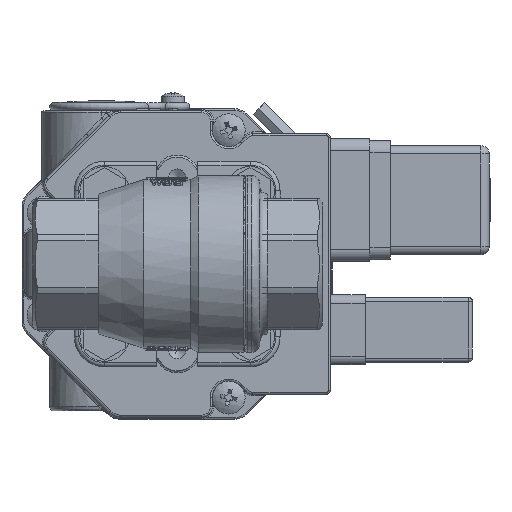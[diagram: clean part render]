
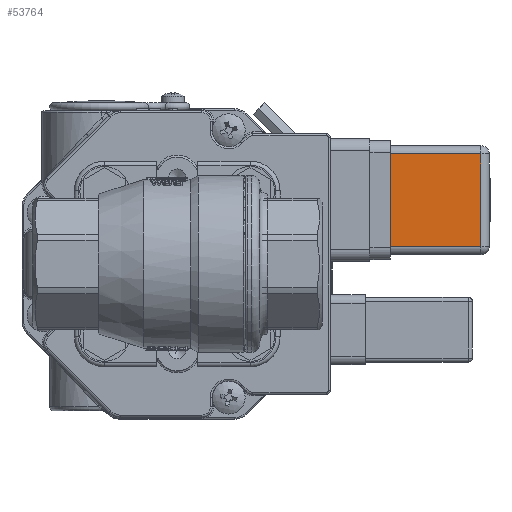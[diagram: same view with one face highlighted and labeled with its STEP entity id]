
A CAD part, front view. The second image highlights one B-rep face of the part: STEP entity #53764.
In plain terms, the highlighted face is planar.
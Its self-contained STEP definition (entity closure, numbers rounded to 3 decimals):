
#14261=ORIENTED_EDGE('',*,*,#22393,.T.);
#14262=ORIENTED_EDGE('',*,*,#22389,.T.);
#14263=ORIENTED_EDGE('',*,*,#22409,.T.);
#14264=ORIENTED_EDGE('',*,*,#22402,.T.);
#22389=EDGE_CURVE('',#27008,#27012,#30088,.T.);
#22393=EDGE_CURVE('',#27014,#27008,#30091,.T.);
#22402=EDGE_CURVE('',#27019,#27014,#30097,.T.);
#22409=EDGE_CURVE('',#27012,#27019,#30102,.T.);
#27008=VERTEX_POINT('',#89793);
#27012=VERTEX_POINT('',#89804);
#27014=VERTEX_POINT('',#89810);
#27019=VERTEX_POINT('',#89830);
#30088=LINE('',#89806,#32841);
#30091=LINE('',#89813,#32844);
#30097=LINE('',#89829,#32850);
#30102=LINE('',#89843,#32855);
#32841=VECTOR('',#69290,1000.);
#32844=VECTOR('',#69297,1000.);
#32850=VECTOR('',#69317,1000.);
#32855=VECTOR('',#69334,1000.);
#35953=EDGE_LOOP('',(#14261,#14262,#14263,#14264));
#39161=FACE_BOUND('',#35953,.T.);
#40653=PLANE('',#58504);
#53764=ADVANCED_FACE('',(#39161),#40653,.F.);
#58504=AXIS2_PLACEMENT_3D('',#89842,#69332,#69333);
#69290=DIRECTION('',(0.,0.,-1.));
#69297=DIRECTION('',(1.,0.,0.));
#69317=DIRECTION('',(0.,0.,1.));
#69332=DIRECTION('',(0.,-1.,0.));
#69333=DIRECTION('',(0.,0.,-1.));
#69334=DIRECTION('',(-1.,0.,0.));
#89793=CARTESIAN_POINT('',(11.25,13.25,36.6));
#89804=CARTESIAN_POINT('',(11.25,13.25,14.6));
#89806=CARTESIAN_POINT('',(11.25,13.25,38.6));
#89810=CARTESIAN_POINT('',(-11.25,13.25,36.6));
#89813=CARTESIAN_POINT('',(-13.25,13.25,36.6));
#89829=CARTESIAN_POINT('',(-11.25,13.25,38.6));
#89830=CARTESIAN_POINT('',(-11.25,13.25,14.6));
#89842=CARTESIAN_POINT('',(-13.25,13.25,38.6));
#89843=CARTESIAN_POINT('',(-13.25,13.25,14.6));
